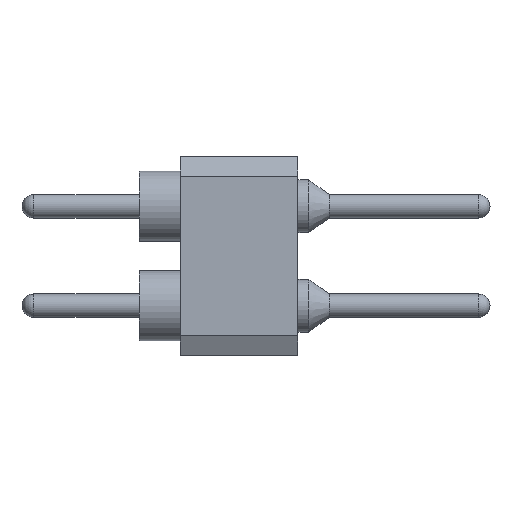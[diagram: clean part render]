
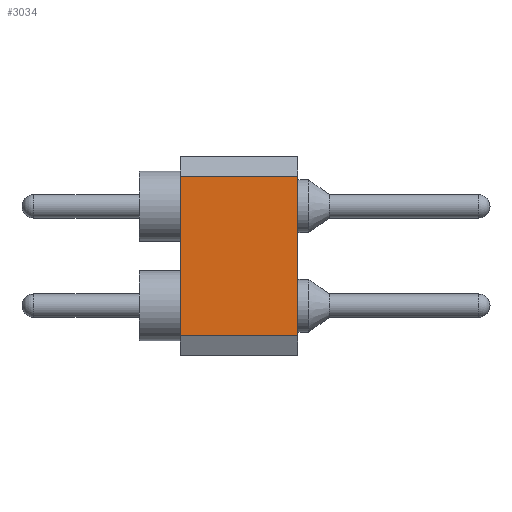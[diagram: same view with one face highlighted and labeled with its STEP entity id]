
A CAD part, left-side view. The second image highlights one B-rep face of the part: STEP entity #3034.
In plain terms, the highlighted planar face has unit normal (-1, 0, 0).
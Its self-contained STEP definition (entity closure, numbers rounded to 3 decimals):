
#436 = LINE ( 'NONE', #2189, #1439 ) ;
#461 = CARTESIAN_POINT ( 'NONE',  ( -10.16, -17., -2.04 ) ) ;
#479 = ORIENTED_EDGE ( 'NONE', *, *, #3527, .F. ) ;
#609 = EDGE_CURVE ( 'NONE', #4391, #2759, #5992, .T. ) ;
#948 = VECTOR ( 'NONE', #6303, 1000. ) ;
#1120 = VERTEX_POINT ( 'NONE', #6531 ) ;
#1382 = CARTESIAN_POINT ( 'NONE',  ( -10.16, 3., -2.04 ) ) ;
#1421 = DIRECTION ( 'NONE',  ( 1., 0., 0. ) ) ;
#1439 = VECTOR ( 'NONE', #2814, 1000. ) ;
#2189 = CARTESIAN_POINT ( 'NONE',  ( -10.16, 3., 0. ) ) ;
#2460 = EDGE_LOOP ( 'NONE', ( #7183, #2647, #479, #6463 ) ) ;
#2558 = CARTESIAN_POINT ( 'NONE',  ( -10.16, 0., 0. ) ) ;
#2647 = ORIENTED_EDGE ( 'NONE', *, *, #4302, .T. ) ;
#2759 = VERTEX_POINT ( 'NONE', #7629 ) ;
#2777 = CARTESIAN_POINT ( 'NONE',  ( -10.16, 0., 2.04 ) ) ;
#2814 = DIRECTION ( 'NONE',  ( 0., 0., -1. ) ) ;
#2842 = AXIS2_PLACEMENT_3D ( 'NONE', #1382, #1421, #3793 ) ;
#2945 = EDGE_CURVE ( 'NONE', #4391, #7440, #6096, .T. ) ;
#3034 = ADVANCED_FACE ( 'NONE', ( #5517 ), #6722, .F. ) ;
#3527 = EDGE_CURVE ( 'NONE', #7440, #1120, #5801, .T. ) ;
#3793 = DIRECTION ( 'NONE',  ( 0., 1., 0. ) ) ;
#4156 = DIRECTION ( 'NONE',  ( 0., 1., 0. ) ) ;
#4302 = EDGE_CURVE ( 'NONE', #2759, #1120, #436, .T. ) ;
#4391 = VERTEX_POINT ( 'NONE', #2777 ) ;
#4622 = CARTESIAN_POINT ( 'NONE',  ( -10.16, 0., -2.04 ) ) ;
#5517 = FACE_OUTER_BOUND ( 'NONE', #2460, .T. ) ;
#5801 = LINE ( 'NONE', #461, #948 ) ;
#5992 = LINE ( 'NONE', #7219, #6550 ) ;
#6096 = LINE ( 'NONE', #2558, #6692 ) ;
#6303 = DIRECTION ( 'NONE',  ( 0., 1., 0. ) ) ;
#6463 = ORIENTED_EDGE ( 'NONE', *, *, #2945, .F. ) ;
#6531 = CARTESIAN_POINT ( 'NONE',  ( -10.16, 3., -2.04 ) ) ;
#6550 = VECTOR ( 'NONE', #4156, 1000. ) ;
#6672 = DIRECTION ( 'NONE',  ( 0., 0., -1. ) ) ;
#6692 = VECTOR ( 'NONE', #6672, 1000. ) ;
#6722 = PLANE ( 'NONE',  #2842 ) ;
#7183 = ORIENTED_EDGE ( 'NONE', *, *, #609, .T. ) ;
#7219 = CARTESIAN_POINT ( 'NONE',  ( -10.16, -17., 2.04 ) ) ;
#7440 = VERTEX_POINT ( 'NONE', #4622 ) ;
#7629 = CARTESIAN_POINT ( 'NONE',  ( -10.16, 3., 2.04 ) ) ;
